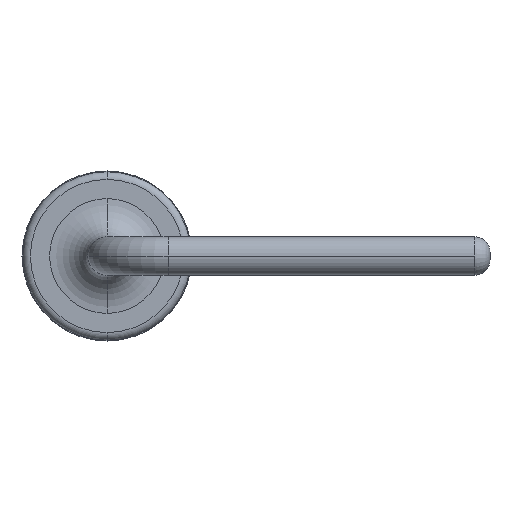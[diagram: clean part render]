
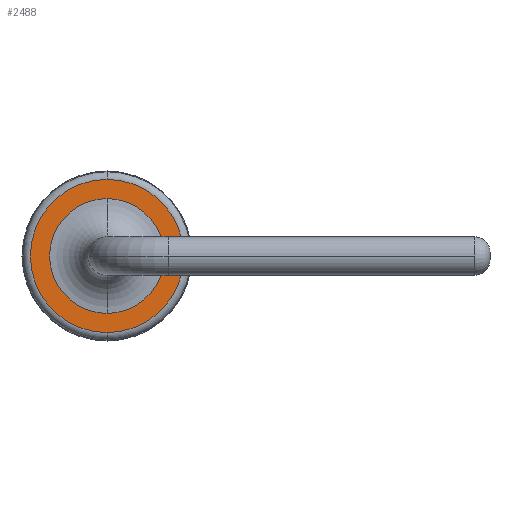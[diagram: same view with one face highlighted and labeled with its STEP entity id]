
A CAD part, left-side view. The second image highlights one B-rep face of the part: STEP entity #2488.
In plain terms, the highlighted planar face has unit normal (-1, 0, 0).
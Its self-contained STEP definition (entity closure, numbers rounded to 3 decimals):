
#67 = CARTESIAN_POINT ( 'NONE',  ( -3., 0., 1. ) ) ;
#74 = DIRECTION ( 'NONE',  ( 0., 0., -1. ) ) ;
#101 = EDGE_CURVE ( 'NONE', #833, #424, #536, .T. ) ;
#121 = FACE_OUTER_BOUND ( 'NONE', #1594, .T. ) ;
#179 = EDGE_LOOP ( 'NONE', ( #816, #516 ) ) ;
#193 = AXIS2_PLACEMENT_3D ( 'NONE', #2076, #1414, #1019 ) ;
#216 = CARTESIAN_POINT ( 'NONE',  ( -3., 0., 0. ) ) ;
#393 = AXIS2_PLACEMENT_3D ( 'NONE', #1743, #696, #74 ) ;
#424 = VERTEX_POINT ( 'NONE', #2672 ) ;
#512 = PLANE ( 'NONE',  #2116 ) ;
#516 = ORIENTED_EDGE ( 'NONE', *, *, #101, .T. ) ;
#536 = CIRCLE ( 'NONE', #881, 0.75 ) ;
#657 = EDGE_CURVE ( 'NONE', #2352, #1037, #2566, .T. ) ;
#688 = CARTESIAN_POINT ( 'NONE',  ( -3., 0., 0. ) ) ;
#696 = DIRECTION ( 'NONE',  ( -1., 0., 0. ) ) ;
#759 = EDGE_CURVE ( 'NONE', #424, #833, #1241, .T. ) ;
#816 = ORIENTED_EDGE ( 'NONE', *, *, #759, .T. ) ;
#833 = VERTEX_POINT ( 'NONE', #1233 ) ;
#881 = AXIS2_PLACEMENT_3D ( 'NONE', #688, #1102, #2137 ) ;
#912 = CARTESIAN_POINT ( 'NONE',  ( -3., 0., -1. ) ) ;
#953 = AXIS2_PLACEMENT_3D ( 'NONE', #216, #1225, #2297 ) ;
#973 = FACE_BOUND ( 'NONE', #179, .T. ) ;
#1019 = DIRECTION ( 'NONE',  ( 0., 0., -1. ) ) ;
#1037 = VERTEX_POINT ( 'NONE', #67 ) ;
#1102 = DIRECTION ( 'NONE',  ( 1., 0., 0. ) ) ;
#1225 = DIRECTION ( 'NONE',  ( 1., 0., 0. ) ) ;
#1233 = CARTESIAN_POINT ( 'NONE',  ( -3., 0., 0.75 ) ) ;
#1241 = CIRCLE ( 'NONE', #953, 0.75 ) ;
#1337 = CIRCLE ( 'NONE', #393, 1. ) ;
#1414 = DIRECTION ( 'NONE',  ( -1., 0., 0. ) ) ;
#1557 = CARTESIAN_POINT ( 'NONE',  ( -3., 0., 0. ) ) ;
#1594 = EDGE_LOOP ( 'NONE', ( #1886, #2447 ) ) ;
#1743 = CARTESIAN_POINT ( 'NONE',  ( -3., 0., 0. ) ) ;
#1886 = ORIENTED_EDGE ( 'NONE', *, *, #657, .T. ) ;
#1955 = EDGE_CURVE ( 'NONE', #1037, #2352, #1337, .T. ) ;
#1984 = DIRECTION ( 'NONE',  ( 0., 0., -1. ) ) ;
#2076 = CARTESIAN_POINT ( 'NONE',  ( -3., 0., 0. ) ) ;
#2116 = AXIS2_PLACEMENT_3D ( 'NONE', #1557, #2680, #1984 ) ;
#2137 = DIRECTION ( 'NONE',  ( 0., 0., -1. ) ) ;
#2297 = DIRECTION ( 'NONE',  ( 0., 0., -1. ) ) ;
#2352 = VERTEX_POINT ( 'NONE', #912 ) ;
#2447 = ORIENTED_EDGE ( 'NONE', *, *, #1955, .T. ) ;
#2488 = ADVANCED_FACE ( 'NONE', ( #121, #973 ), #512, .F. ) ;
#2566 = CIRCLE ( 'NONE', #193, 1. ) ;
#2672 = CARTESIAN_POINT ( 'NONE',  ( -3., 0., -0.75 ) ) ;
#2680 = DIRECTION ( 'NONE',  ( 1., 0., 0. ) ) ;
